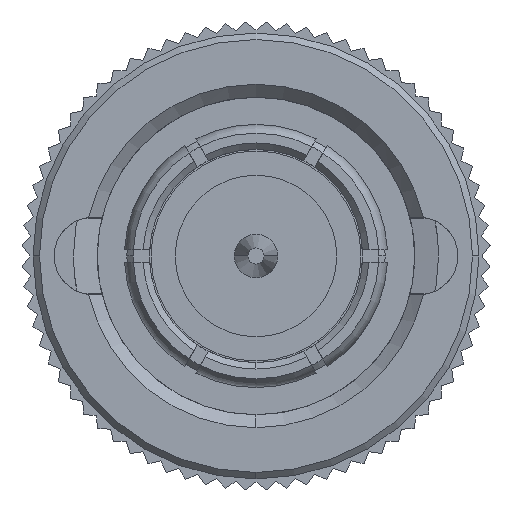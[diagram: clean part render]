
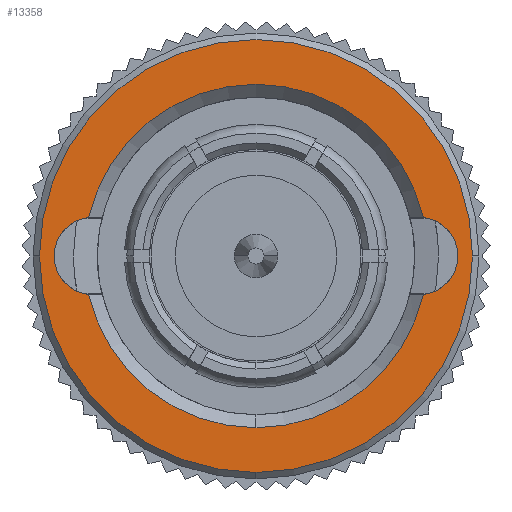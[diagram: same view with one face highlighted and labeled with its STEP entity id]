
A CAD part, left-side view. The second image highlights one B-rep face of the part: STEP entity #13358.
In plain terms, the highlighted planar face has unit normal (-1, 0, 0).
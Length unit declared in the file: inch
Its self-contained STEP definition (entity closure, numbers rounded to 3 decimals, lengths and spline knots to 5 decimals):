
#694 = AXIS2_PLACEMENT_3D ( 'NONE', #11373, #5496, #10171 ) ;
#949 = EDGE_CURVE ( 'NONE', #5890, #8488, #13005, .T. ) ;
#1470 = AXIS2_PLACEMENT_3D ( 'NONE', #7353, #13560, #8440 ) ;
#1488 = DIRECTION ( 'NONE',  ( 0., 1., 0. ) ) ;
#1504 = DIRECTION ( 'NONE',  ( 0., -0.974, -0.224 ) ) ;
#1785 = CARTESIAN_POINT ( 'NONE',  ( 0., 0., 0. ) ) ;
#2049 = ORIENTED_EDGE ( 'NONE', *, *, #6235, .T. ) ;
#2685 = AXIS2_PLACEMENT_3D ( 'NONE', #4554, #12922, #11923 ) ;
#2754 = DIRECTION ( 'NONE',  ( 1., 0., 0. ) ) ;
#2762 = ORIENTED_EDGE ( 'NONE', *, *, #5921, .F. ) ;
#2807 = CARTESIAN_POINT ( 'NONE',  ( 0., 0.20391, -0.04697 ) ) ;
#2943 = CIRCLE ( 'NONE', #694, 0.04724 ) ;
#2957 = CIRCLE ( 'NONE', #9196, 0.26378 ) ;
#3152 = ORIENTED_EDGE ( 'NONE', *, *, #6330, .T. ) ;
#3182 = CIRCLE ( 'NONE', #4736, 0.04724 ) ;
#3565 = CARTESIAN_POINT ( 'NONE',  ( 0., 0., 0. ) ) ;
#4554 = CARTESIAN_POINT ( 'NONE',  ( 0., 0., 0. ) ) ;
#4736 = AXIS2_PLACEMENT_3D ( 'NONE', #10035, #9800, #14520 ) ;
#4986 = FACE_BOUND ( 'NONE', #9180, .T. ) ;
#5219 = ORIENTED_EDGE ( 'NONE', *, *, #15405, .T. ) ;
#5317 = EDGE_LOOP ( 'NONE', ( #5219, #3152, #2049 ) ) ;
#5451 = VERTEX_POINT ( 'NONE', #12497 ) ;
#5496 = DIRECTION ( 'NONE',  ( -1., 0., 0. ) ) ;
#5562 = CARTESIAN_POINT ( 'NONE',  ( 0., -0.26378, 0. ) ) ;
#5574 = CARTESIAN_POINT ( 'NONE',  ( 0., 0.20391, 0.04697 ) ) ;
#5771 = CARTESIAN_POINT ( 'NONE',  ( 0., -0.20391, 0.04697 ) ) ;
#5890 = VERTEX_POINT ( 'NONE', #7529 ) ;
#5921 = EDGE_CURVE ( 'NONE', #12120, #15459, #2943, .T. ) ;
#5959 = CIRCLE ( 'NONE', #1470, 0.26378 ) ;
#6005 = PLANE ( 'NONE',  #12017 ) ;
#6235 = EDGE_CURVE ( 'NONE', #5451, #9826, #2957, .T. ) ;
#6256 = AXIS2_PLACEMENT_3D ( 'NONE', #6572, #8901, #6725 ) ;
#6330 = EDGE_CURVE ( 'NONE', #15013, #5451, #5959, .T. ) ;
#6331 = DIRECTION ( 'NONE',  ( 0., -1., 0. ) ) ;
#6567 = ORIENTED_EDGE ( 'NONE', *, *, #949, .T. ) ;
#6572 = CARTESIAN_POINT ( 'NONE',  ( 0., 0., 0. ) ) ;
#6725 = DIRECTION ( 'NONE',  ( 0., -0.974, -0.224 ) ) ;
#7133 = EDGE_CURVE ( 'NONE', #5890, #13256, #3182, .T. ) ;
#7333 = EDGE_CURVE ( 'NONE', #12120, #13256, #8436, .T. ) ;
#7353 = CARTESIAN_POINT ( 'NONE',  ( 0., 0., 0. ) ) ;
#7529 = CARTESIAN_POINT ( 'NONE',  ( 0., -0.20391, -0.04697 ) ) ;
#7993 = ORIENTED_EDGE ( 'NONE', *, *, #11944, .T. ) ;
#8179 = CARTESIAN_POINT ( 'NONE',  ( 0., 0., -0.20925 ) ) ;
#8341 = FACE_OUTER_BOUND ( 'NONE', #5317, .T. ) ;
#8436 = CIRCLE ( 'NONE', #2685, 0.20925 ) ;
#8440 = DIRECTION ( 'NONE',  ( 0., 1., 0. ) ) ;
#8488 = VERTEX_POINT ( 'NONE', #8179 ) ;
#8858 = ORIENTED_EDGE ( 'NONE', *, *, #7133, .F. ) ;
#8901 = DIRECTION ( 'NONE',  ( 1., 0., 0. ) ) ;
#9180 = EDGE_LOOP ( 'NONE', ( #6567, #7993, #2762, #9890, #8858 ) ) ;
#9192 = CIRCLE ( 'NONE', #12247, 0.26378 ) ;
#9196 = AXIS2_PLACEMENT_3D ( 'NONE', #14581, #9924, #1488 ) ;
#9792 = CARTESIAN_POINT ( 'NONE',  ( 0., 0., 0. ) ) ;
#9800 = DIRECTION ( 'NONE',  ( -1., 0., 0. ) ) ;
#9826 = VERTEX_POINT ( 'NONE', #5562 ) ;
#9890 = ORIENTED_EDGE ( 'NONE', *, *, #7333, .T. ) ;
#9924 = DIRECTION ( 'NONE',  ( -1., 0., 0. ) ) ;
#10035 = CARTESIAN_POINT ( 'NONE',  ( 0., -0.19882, 0. ) ) ;
#10171 = DIRECTION ( 'NONE',  ( 0., 0.108, 0.994 ) ) ;
#10458 = AXIS2_PLACEMENT_3D ( 'NONE', #9792, #2754, #1504 ) ;
#11059 = CARTESIAN_POINT ( 'NONE',  ( 0., 0.26378, 0. ) ) ;
#11345 = DIRECTION ( 'NONE',  ( -1., 0., 0. ) ) ;
#11373 = CARTESIAN_POINT ( 'NONE',  ( 0., 0.19882, 0. ) ) ;
#11923 = DIRECTION ( 'NONE',  ( 0., 0.974, 0.224 ) ) ;
#11944 = EDGE_CURVE ( 'NONE', #8488, #15459, #14727, .T. ) ;
#12017 = AXIS2_PLACEMENT_3D ( 'NONE', #3565, #13138, #13207 ) ;
#12120 = VERTEX_POINT ( 'NONE', #5574 ) ;
#12247 = AXIS2_PLACEMENT_3D ( 'NONE', #1785, #11345, #6331 ) ;
#12497 = CARTESIAN_POINT ( 'NONE',  ( 0., 0., -0.26378 ) ) ;
#12922 = DIRECTION ( 'NONE',  ( 1., 0., 0. ) ) ;
#13005 = CIRCLE ( 'NONE', #6256, 0.20925 ) ;
#13138 = DIRECTION ( 'NONE',  ( 1., 0., 0. ) ) ;
#13207 = DIRECTION ( 'NONE',  ( 0., 1., 0. ) ) ;
#13256 = VERTEX_POINT ( 'NONE', #5771 ) ;
#13358 = ADVANCED_FACE ( 'NONE', ( #4986, #8341 ), #6005, .F. ) ;
#13560 = DIRECTION ( 'NONE',  ( -1., 0., 0. ) ) ;
#14520 = DIRECTION ( 'NONE',  ( 0., -0.108, -0.994 ) ) ;
#14581 = CARTESIAN_POINT ( 'NONE',  ( 0., 0., 0. ) ) ;
#14727 = CIRCLE ( 'NONE', #10458, 0.20925 ) ;
#15013 = VERTEX_POINT ( 'NONE', #11059 ) ;
#15405 = EDGE_CURVE ( 'NONE', #9826, #15013, #9192, .T. ) ;
#15459 = VERTEX_POINT ( 'NONE', #2807 ) ;
